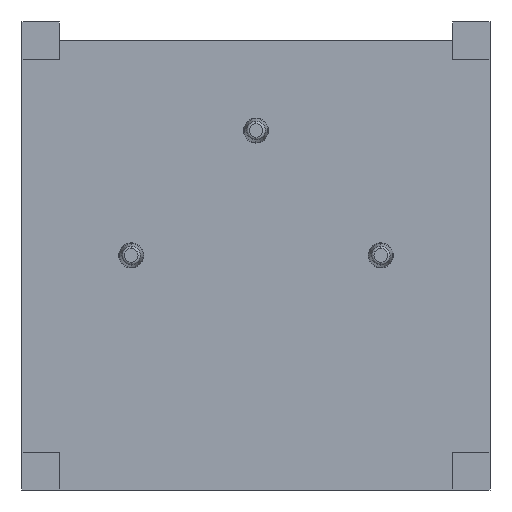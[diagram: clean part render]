
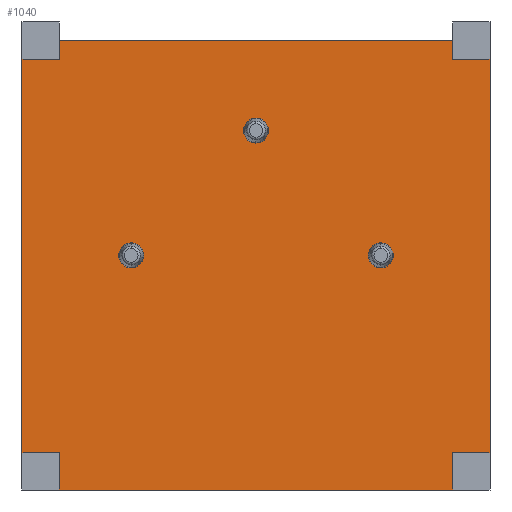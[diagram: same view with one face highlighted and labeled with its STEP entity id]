
A CAD part, front view. The second image highlights one B-rep face of the part: STEP entity #1040.
In plain terms, the highlighted planar face has unit normal (0, -1, 0).
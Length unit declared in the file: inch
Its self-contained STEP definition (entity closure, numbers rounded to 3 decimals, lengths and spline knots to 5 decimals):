
#10 = LINE ( 'NONE', #654, #396 ) ;
#20 = VERTEX_POINT ( 'NONE', #590 ) ;
#21 = VECTOR ( 'NONE', #1380, 39.37008 ) ;
#53 = CARTESIAN_POINT ( 'NONE',  ( -0.1575, 0.015, 0.1725 ) ) ;
#55 = EDGE_CURVE ( 'NONE', #1435, #1376, #1586, .T. ) ;
#57 = ORIENTED_EDGE ( 'NONE', *, *, #1272, .T. ) ;
#64 = CARTESIAN_POINT ( 'NONE',  ( 0.1875, 0.015, -0.1575 ) ) ;
#67 = VECTOR ( 'NONE', #458, 39.37008 ) ;
#91 = CARTESIAN_POINT ( 'NONE',  ( 0.1875, 0.015, 0.1575 ) ) ;
#147 = VECTOR ( 'NONE', #1415, 39.37008 ) ;
#148 = LINE ( 'NONE', #1387, #1492 ) ;
#175 = CARTESIAN_POINT ( 'NONE',  ( 0.1575, 0.015, -0.1875 ) ) ;
#176 = ORIENTED_EDGE ( 'NONE', *, *, #510, .F. ) ;
#184 = VECTOR ( 'NONE', #812, 39.37008 ) ;
#236 = CARTESIAN_POINT ( 'NONE',  ( -0.1875, 0.015, 0.1575 ) ) ;
#246 = VECTOR ( 'NONE', #1483, 39.37008 ) ;
#250 = ORIENTED_EDGE ( 'NONE', *, *, #781, .F. ) ;
#252 = AXIS2_PLACEMENT_3D ( 'NONE', #1536, #1014, #493 ) ;
#263 = LINE ( 'NONE', #175, #1395 ) ;
#304 = EDGE_CURVE ( 'NONE', #20, #1458, #586, .T. ) ;
#345 = CARTESIAN_POINT ( 'NONE',  ( -0.1575, 0.015, -0.1875 ) ) ;
#394 = CARTESIAN_POINT ( 'NONE',  ( 0.1875, 0.015, -0.1575 ) ) ;
#396 = VECTOR ( 'NONE', #1538, 39.37008 ) ;
#411 = EDGE_LOOP ( 'NONE', ( #628, #789, #250, #1476, #806, #615, #604, #176, #1527, #603, #957, #57 ) ) ;
#439 = VERTEX_POINT ( 'NONE', #552 ) ;
#452 = LINE ( 'NONE', #1224, #1491 ) ;
#458 = DIRECTION ( 'NONE',  ( 0., 0., 1. ) ) ;
#484 = DIRECTION ( 'NONE',  ( 1., 0., 0. ) ) ;
#487 = CARTESIAN_POINT ( 'NONE',  ( 0.1575, 0.015, 0.1725 ) ) ;
#493 = DIRECTION ( 'NONE',  ( 0., 0., -1. ) ) ;
#510 = EDGE_CURVE ( 'NONE', #703, #439, #547, .T. ) ;
#513 = LINE ( 'NONE', #1299, #893 ) ;
#523 = VERTEX_POINT ( 'NONE', #1562 ) ;
#547 = LINE ( 'NONE', #1327, #184 ) ;
#552 = CARTESIAN_POINT ( 'NONE',  ( -0.1575, 0.015, -0.1575 ) ) ;
#561 = CARTESIAN_POINT ( 'NONE',  ( -0.1875, 0.015, -0.1575 ) ) ;
#583 = EDGE_CURVE ( 'NONE', #20, #1010, #263, .T. ) ;
#586 = LINE ( 'NONE', #1693, #1250 ) ;
#590 = CARTESIAN_POINT ( 'NONE',  ( 0.1575, 0.015, 0.1575 ) ) ;
#598 = DIRECTION ( 'NONE',  ( 1., 0., 0. ) ) ;
#603 = ORIENTED_EDGE ( 'NONE', *, *, #1680, .T. ) ;
#604 = ORIENTED_EDGE ( 'NONE', *, *, #808, .T. ) ;
#615 = ORIENTED_EDGE ( 'NONE', *, *, #989, .F. ) ;
#628 = ORIENTED_EDGE ( 'NONE', *, *, #304, .F. ) ;
#654 = CARTESIAN_POINT ( 'NONE',  ( -0.1575, 0.015, -0.1875 ) ) ;
#703 = VERTEX_POINT ( 'NONE', #1392 ) ;
#739 = VERTEX_POINT ( 'NONE', #1381 ) ;
#781 = EDGE_CURVE ( 'NONE', #1376, #1010, #148, .T. ) ;
#789 = ORIENTED_EDGE ( 'NONE', *, *, #583, .T. ) ;
#806 = ORIENTED_EDGE ( 'NONE', *, *, #1154, .F. ) ;
#808 = EDGE_CURVE ( 'NONE', #933, #439, #1686, .T. ) ;
#812 = DIRECTION ( 'NONE',  ( 0., 0., 1. ) ) ;
#889 = PLANE ( 'NONE',  #252 ) ;
#893 = VECTOR ( 'NONE', #1295, 39.37008 ) ;
#933 = VERTEX_POINT ( 'NONE', #1004 ) ;
#957 = ORIENTED_EDGE ( 'NONE', *, *, #1358, .T. ) ;
#980 = CARTESIAN_POINT ( 'NONE',  ( 0.1575, 0.015, -0.1875 ) ) ;
#989 = EDGE_CURVE ( 'NONE', #933, #523, #513, .T. ) ;
#999 = VERTEX_POINT ( 'NONE', #394 ) ;
#1004 = CARTESIAN_POINT ( 'NONE',  ( -0.1875, 0.015, -0.1575 ) ) ;
#1006 = FACE_OUTER_BOUND ( 'NONE', #411, .T. ) ;
#1010 = VERTEX_POINT ( 'NONE', #487 ) ;
#1014 = DIRECTION ( 'NONE',  ( 0., -1., 0. ) ) ;
#1017 = EDGE_CURVE ( 'NONE', #1570, #703, #10, .T. ) ;
#1040 = ADVANCED_FACE ( 'NONE', ( #1006 ), #889, .T. ) ;
#1145 = DIRECTION ( 'NONE',  ( 1., 0., 0. ) ) ;
#1154 = EDGE_CURVE ( 'NONE', #523, #1435, #1321, .T. ) ;
#1224 = CARTESIAN_POINT ( 'NONE',  ( 0.1575, 0.015, -0.1875 ) ) ;
#1250 = VECTOR ( 'NONE', #1145, 39.37008 ) ;
#1272 = EDGE_CURVE ( 'NONE', #999, #1458, #1301, .T. ) ;
#1295 = DIRECTION ( 'NONE',  ( 0., 0., 1. ) ) ;
#1299 = CARTESIAN_POINT ( 'NONE',  ( -0.1875, 0.015, -0.1575 ) ) ;
#1301 = LINE ( 'NONE', #64, #67 ) ;
#1321 = LINE ( 'NONE', #236, #147 ) ;
#1327 = CARTESIAN_POINT ( 'NONE',  ( -0.1575, 0.015, -0.1875 ) ) ;
#1358 = EDGE_CURVE ( 'NONE', #739, #999, #1664, .T. ) ;
#1376 = VERTEX_POINT ( 'NONE', #53 ) ;
#1380 = DIRECTION ( 'NONE',  ( 0., 0., 1. ) ) ;
#1381 = CARTESIAN_POINT ( 'NONE',  ( 0.1575, 0.015, -0.1575 ) ) ;
#1387 = CARTESIAN_POINT ( 'NONE',  ( -0.1575, 0.015, 0.1725 ) ) ;
#1392 = CARTESIAN_POINT ( 'NONE',  ( -0.1575, 0.015, -0.1875 ) ) ;
#1395 = VECTOR ( 'NONE', #1620, 39.37008 ) ;
#1396 = CARTESIAN_POINT ( 'NONE',  ( -0.1875, 0.015, -0.1575 ) ) ;
#1415 = DIRECTION ( 'NONE',  ( 1., 0., 0. ) ) ;
#1435 = VERTEX_POINT ( 'NONE', #1648 ) ;
#1458 = VERTEX_POINT ( 'NONE', #91 ) ;
#1476 = ORIENTED_EDGE ( 'NONE', *, *, #55, .F. ) ;
#1483 = DIRECTION ( 'NONE',  ( 1., 0., 0. ) ) ;
#1491 = VECTOR ( 'NONE', #1633, 39.37008 ) ;
#1492 = VECTOR ( 'NONE', #598, 39.37008 ) ;
#1527 = ORIENTED_EDGE ( 'NONE', *, *, #1017, .F. ) ;
#1536 = CARTESIAN_POINT ( 'NONE',  ( 0.1575, 0.015, 0.1575 ) ) ;
#1538 = DIRECTION ( 'NONE',  ( -1., 0., 0. ) ) ;
#1555 = VECTOR ( 'NONE', #484, 39.37008 ) ;
#1562 = CARTESIAN_POINT ( 'NONE',  ( -0.1875, 0.015, 0.1575 ) ) ;
#1570 = VERTEX_POINT ( 'NONE', #980 ) ;
#1586 = LINE ( 'NONE', #345, #21 ) ;
#1620 = DIRECTION ( 'NONE',  ( 0., 0., 1. ) ) ;
#1633 = DIRECTION ( 'NONE',  ( 0., 0., 1. ) ) ;
#1648 = CARTESIAN_POINT ( 'NONE',  ( -0.1575, 0.015, 0.1575 ) ) ;
#1664 = LINE ( 'NONE', #561, #246 ) ;
#1680 = EDGE_CURVE ( 'NONE', #1570, #739, #452, .T. ) ;
#1686 = LINE ( 'NONE', #1396, #1555 ) ;
#1693 = CARTESIAN_POINT ( 'NONE',  ( -0.1875, 0.015, 0.1575 ) ) ;
